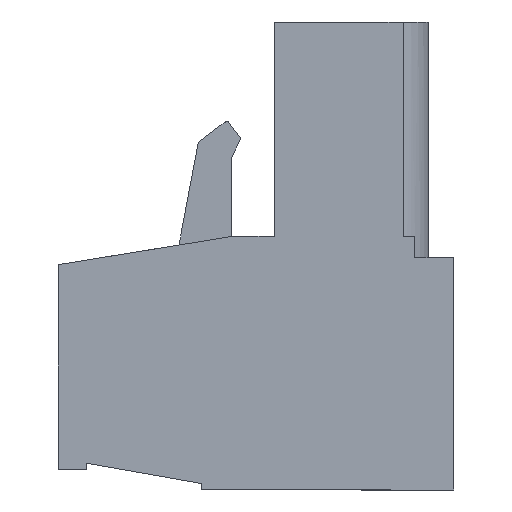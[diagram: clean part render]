
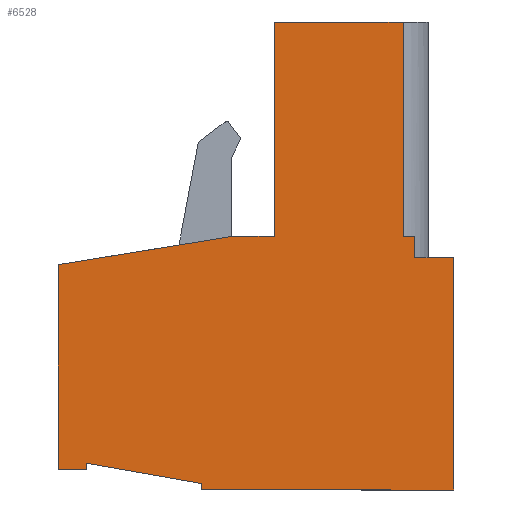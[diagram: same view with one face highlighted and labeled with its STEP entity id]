
A CAD part, left-side view. The second image highlights one B-rep face of the part: STEP entity #6528.
In plain terms, the highlighted planar face has unit normal (-1, 0, 0).
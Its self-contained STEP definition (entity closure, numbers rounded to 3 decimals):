
#41 = CARTESIAN_POINT ( 'NONE',  ( 0., 6.96, 0.85 ) ) ;
#432 = CARTESIAN_POINT ( 'NONE',  ( 0., 0., 0. ) ) ;
#507 = DIRECTION ( 'NONE',  ( 0., 0.985, 0.174 ) ) ;
#983 = ORIENTED_EDGE ( 'NONE', *, *, #4450, .F. ) ;
#1282 = VERTEX_POINT ( 'NONE', #10390 ) ;
#1503 = CARTESIAN_POINT ( 'NONE',  ( 0., 6.96, 9.15 ) ) ;
#1642 = LINE ( 'NONE', #11546, #8300 ) ;
#1722 = AXIS2_PLACEMENT_3D ( 'NONE', #432, #7618, #17472 ) ;
#1949 = LINE ( 'NONE', #11945, #12808 ) ;
#1968 = LINE ( 'NONE', #6802, #5307 ) ;
#2007 = ORIENTED_EDGE ( 'NONE', *, *, #17543, .F. ) ;
#2039 = ORIENTED_EDGE ( 'NONE', *, *, #3293, .F. ) ;
#2083 = ORIENTED_EDGE ( 'NONE', *, *, #15433, .F. ) ;
#2444 = VERTEX_POINT ( 'NONE', #4193 ) ;
#2768 = ORIENTED_EDGE ( 'NONE', *, *, #6805, .F. ) ;
#2822 = CARTESIAN_POINT ( 'NONE',  ( 0., 1.96, 0.85 ) ) ;
#3293 = EDGE_CURVE ( 'NONE', #17626, #3644, #8553, .T. ) ;
#3356 = CARTESIAN_POINT ( 'NONE',  ( 0., 9.77, -8.75 ) ) ;
#3381 = ORIENTED_EDGE ( 'NONE', *, *, #5732, .F. ) ;
#3644 = VERTEX_POINT ( 'NONE', #16720 ) ;
#4060 = VECTOR ( 'NONE', #11279, 1000. ) ;
#4193 = CARTESIAN_POINT ( 'NONE',  ( 0., 1.96, 9.15 ) ) ;
#4309 = VECTOR ( 'NONE', #11379, 1000. ) ;
#4318 = ORIENTED_EDGE ( 'NONE', *, *, #12148, .F. ) ;
#4450 = EDGE_CURVE ( 'NONE', #15187, #13358, #1642, .T. ) ;
#4471 = DIRECTION ( 'NONE',  ( 0., 1., 0. ) ) ;
#4510 = VERTEX_POINT ( 'NONE', #14417 ) ;
#4539 = DIRECTION ( 'NONE',  ( 0., -1., 0. ) ) ;
#4635 = VECTOR ( 'NONE', #12516, 1000. ) ;
#4780 = VECTOR ( 'NONE', #507, 1000. ) ;
#4825 = EDGE_CURVE ( 'NONE', #5252, #15187, #12924, .T. ) ;
#4945 = EDGE_CURVE ( 'NONE', #7034, #14176, #15325, .T. ) ;
#5252 = VERTEX_POINT ( 'NONE', #6175 ) ;
#5307 = VECTOR ( 'NONE', #18070, 1000. ) ;
#5310 = VERTEX_POINT ( 'NONE', #16219 ) ;
#5398 = VECTOR ( 'NONE', #16668, 1000. ) ;
#5528 = DIRECTION ( 'NONE',  ( 0., -0.987, 0.16 ) ) ;
#5732 = EDGE_CURVE ( 'NONE', #1282, #4510, #7336, .T. ) ;
#5954 = VECTOR ( 'NONE', #12316, 1000. ) ;
#6175 = CARTESIAN_POINT ( 'NONE',  ( 0., 0., 0. ) ) ;
#6201 = PLANE ( 'NONE',  #1722 ) ;
#6528 = ADVANCED_FACE ( 'NONE', ( #10369 ), #6201, .F. ) ;
#6802 = CARTESIAN_POINT ( 'NONE',  ( 0., 1.51, 0. ) ) ;
#6805 = EDGE_CURVE ( 'NONE', #5310, #1282, #16247, .T. ) ;
#7034 = VERTEX_POINT ( 'NONE', #17694 ) ;
#7070 = VECTOR ( 'NONE', #15029, 1000. ) ;
#7107 = VECTOR ( 'NONE', #18028, 1000. ) ;
#7336 = LINE ( 'NONE', #15352, #14407 ) ;
#7618 = DIRECTION ( 'NONE',  ( 1., 0., 0. ) ) ;
#7948 = ORIENTED_EDGE ( 'NONE', *, *, #4945, .F. ) ;
#8065 = LINE ( 'NONE', #1503, #4309 ) ;
#8161 = ORIENTED_EDGE ( 'NONE', *, *, #12058, .F. ) ;
#8300 = VECTOR ( 'NONE', #4471, 1000. ) ;
#8408 = LINE ( 'NONE', #9736, #4635 ) ;
#8539 = CARTESIAN_POINT ( 'NONE',  ( 0., 6.96, 9.15 ) ) ;
#8553 = LINE ( 'NONE', #17419, #4780 ) ;
#9110 = DIRECTION ( 'NONE',  ( 0., 0., -1. ) ) ;
#9736 = CARTESIAN_POINT ( 'NONE',  ( 0., 14.24, -7.96 ) ) ;
#10114 = EDGE_CURVE ( 'NONE', #3644, #16136, #8408, .T. ) ;
#10142 = VECTOR ( 'NONE', #12590, 1000. ) ;
#10214 = EDGE_LOOP ( 'NONE', ( #4318, #7948, #2007, #14103, #13256, #8161, #14566, #3381, #2768, #13343, #15070, #2039, #2083, #983, #13502 ) ) ;
#10369 = FACE_OUTER_BOUND ( 'NONE', #10214, .T. ) ;
#10390 = CARTESIAN_POINT ( 'NONE',  ( 0., 15.33, -0.26 ) ) ;
#10925 = CARTESIAN_POINT ( 'NONE',  ( 0., 8.49, 0.85 ) ) ;
#11173 = DIRECTION ( 'NONE',  ( 0., 0., 1. ) ) ;
#11191 = VERTEX_POINT ( 'NONE', #41 ) ;
#11204 = CARTESIAN_POINT ( 'NONE',  ( 0., 14.24, -8.2 ) ) ;
#11209 = VERTEX_POINT ( 'NONE', #8539 ) ;
#11271 = VECTOR ( 'NONE', #4539, 1000. ) ;
#11279 = DIRECTION ( 'NONE',  ( 0., 0., -1. ) ) ;
#11343 = LINE ( 'NONE', #16639, #7107 ) ;
#11355 = CARTESIAN_POINT ( 'NONE',  ( 0., 1.51, 0. ) ) ;
#11379 = DIRECTION ( 'NONE',  ( 0., -1., 0. ) ) ;
#11462 = LINE ( 'NONE', #11204, #10142 ) ;
#11546 = CARTESIAN_POINT ( 'NONE',  ( 0., 0., -9. ) ) ;
#11945 = CARTESIAN_POINT ( 'NONE',  ( 0., 1.96, 9.15 ) ) ;
#12058 = EDGE_CURVE ( 'NONE', #11191, #11209, #15030, .T. ) ;
#12135 = LINE ( 'NONE', #17156, #11271 ) ;
#12148 = EDGE_CURVE ( 'NONE', #14176, #5252, #1968, .T. ) ;
#12316 = DIRECTION ( 'NONE',  ( 0., -1., 0. ) ) ;
#12516 = DIRECTION ( 'NONE',  ( 0., 0., -1. ) ) ;
#12535 = VECTOR ( 'NONE', #11173, 1000. ) ;
#12550 = EDGE_CURVE ( 'NONE', #2444, #12914, #1949, .T. ) ;
#12590 = DIRECTION ( 'NONE',  ( 0., 1., 0. ) ) ;
#12694 = CARTESIAN_POINT ( 'NONE',  ( 0., 1.51, 0.85 ) ) ;
#12808 = VECTOR ( 'NONE', #9110, 1000. ) ;
#12914 = VERTEX_POINT ( 'NONE', #2822 ) ;
#12924 = LINE ( 'NONE', #15252, #5398 ) ;
#13256 = ORIENTED_EDGE ( 'NONE', *, *, #13624, .F. ) ;
#13343 = ORIENTED_EDGE ( 'NONE', *, *, #13565, .F. ) ;
#13358 = VERTEX_POINT ( 'NONE', #13513 ) ;
#13502 = ORIENTED_EDGE ( 'NONE', *, *, #4825, .F. ) ;
#13513 = CARTESIAN_POINT ( 'NONE',  ( 0., 9.77, -9. ) ) ;
#13565 = EDGE_CURVE ( 'NONE', #16136, #5310, #11462, .T. ) ;
#13621 = CARTESIAN_POINT ( 'NONE',  ( 0., 6.96, 0.85 ) ) ;
#13624 = EDGE_CURVE ( 'NONE', #11209, #2444, #8065, .T. ) ;
#14103 = ORIENTED_EDGE ( 'NONE', *, *, #12550, .F. ) ;
#14176 = VERTEX_POINT ( 'NONE', #11355 ) ;
#14407 = VECTOR ( 'NONE', #5528, 1000. ) ;
#14417 = CARTESIAN_POINT ( 'NONE',  ( 0., 8.49, 0.85 ) ) ;
#14566 = ORIENTED_EDGE ( 'NONE', *, *, #16474, .F. ) ;
#15029 = DIRECTION ( 'NONE',  ( 0., 0., 1. ) ) ;
#15030 = LINE ( 'NONE', #13621, #7070 ) ;
#15070 = ORIENTED_EDGE ( 'NONE', *, *, #10114, .F. ) ;
#15187 = VERTEX_POINT ( 'NONE', #16084 ) ;
#15252 = CARTESIAN_POINT ( 'NONE',  ( 0., 0., 0. ) ) ;
#15325 = LINE ( 'NONE', #12694, #4060 ) ;
#15352 = CARTESIAN_POINT ( 'NONE',  ( 0., 15.33, -0.26 ) ) ;
#15433 = EDGE_CURVE ( 'NONE', #13358, #17626, #11343, .T. ) ;
#16084 = CARTESIAN_POINT ( 'NONE',  ( 0., 0., -9. ) ) ;
#16136 = VERTEX_POINT ( 'NONE', #16975 ) ;
#16219 = CARTESIAN_POINT ( 'NONE',  ( 0., 15.33, -8.2 ) ) ;
#16247 = LINE ( 'NONE', #16708, #12535 ) ;
#16474 = EDGE_CURVE ( 'NONE', #4510, #11191, #17193, .T. ) ;
#16639 = CARTESIAN_POINT ( 'NONE',  ( 0., 9.77, -9. ) ) ;
#16668 = DIRECTION ( 'NONE',  ( 0., 0., -1. ) ) ;
#16708 = CARTESIAN_POINT ( 'NONE',  ( 0., 15.33, -8.2 ) ) ;
#16720 = CARTESIAN_POINT ( 'NONE',  ( 0., 14.24, -7.96 ) ) ;
#16975 = CARTESIAN_POINT ( 'NONE',  ( 0., 14.24, -8.2 ) ) ;
#17156 = CARTESIAN_POINT ( 'NONE',  ( 0., 1.96, 0.85 ) ) ;
#17193 = LINE ( 'NONE', #10925, #5954 ) ;
#17419 = CARTESIAN_POINT ( 'NONE',  ( 0., 9.77, -8.75 ) ) ;
#17472 = DIRECTION ( 'NONE',  ( 0., 0., -1. ) ) ;
#17543 = EDGE_CURVE ( 'NONE', #12914, #7034, #12135, .T. ) ;
#17626 = VERTEX_POINT ( 'NONE', #3356 ) ;
#17694 = CARTESIAN_POINT ( 'NONE',  ( 0., 1.51, 0.85 ) ) ;
#18028 = DIRECTION ( 'NONE',  ( 0., 0., 1. ) ) ;
#18070 = DIRECTION ( 'NONE',  ( 0., -1., 0. ) ) ;
